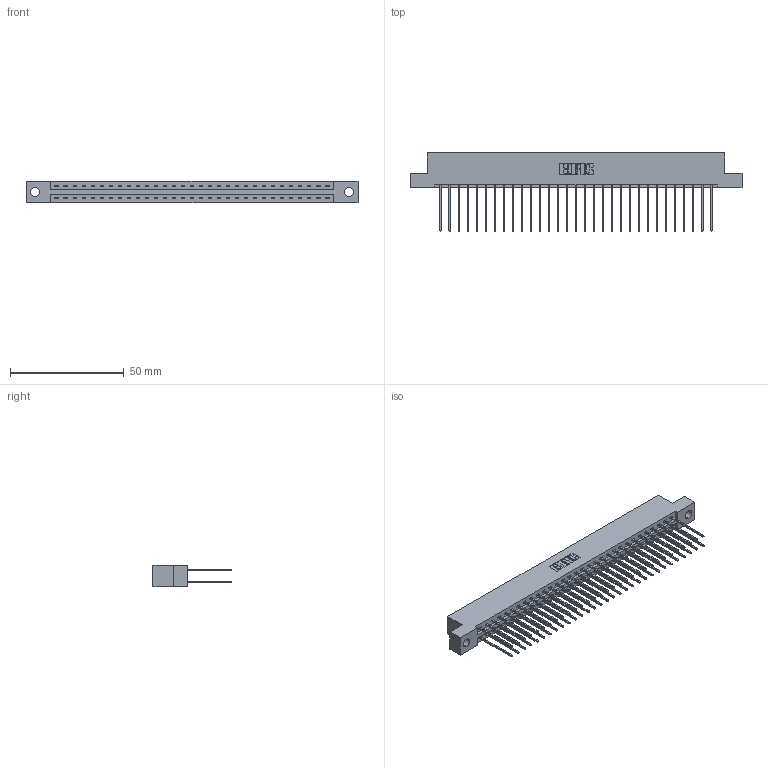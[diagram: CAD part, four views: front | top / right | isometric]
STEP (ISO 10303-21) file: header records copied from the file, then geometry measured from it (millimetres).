
FILE_DESCRIPTION (( 'STEP AP203' ), '1' );
FILE_NAME ('387-062-541-204.STEP', '2019-10-19T15:04:03', ( '' ), ( '' ), 'SwSTEP 2.0', 'SolidWorks 2016', '' );
FILE_SCHEMA (( 'CONFIG_CONTROL_DESIGN' ));
Length unit declared in the file: inch
Products named in the file (3): 345-292-001_345-293-141; 337 Part_Flush Mounting Lugs - 0.156 Dia-TH; 387-062-541-204
Assembly tree (63 placements, depth 2):
  387-062-541-204
    337 Part_Flush Mounting Lugs - 0.156 Dia-TH
    345-292-001_345-293-141  x62
Bounding box: 145.85 x 34.3 x 9.4 mm (x, y, z)
Volume: 15491.9 mm3; surface area: 18989.7 mm2
Topology: 63 solids, 63 shells, 3462 faces, 10293 edges, 6778 vertices
Faces by surface type: plane 2426, cylinder 1036
Entity records: 25479 total; most frequent: CARTESIAN_POINT 4302, ORIENTED_EDGE 4238, DIRECTION 3679, EDGE_CURVE 2119, VECTOR 1991, LINE 1991, VERTEX_POINT 1410, AXIS2_PLACEMENT_3D 844
